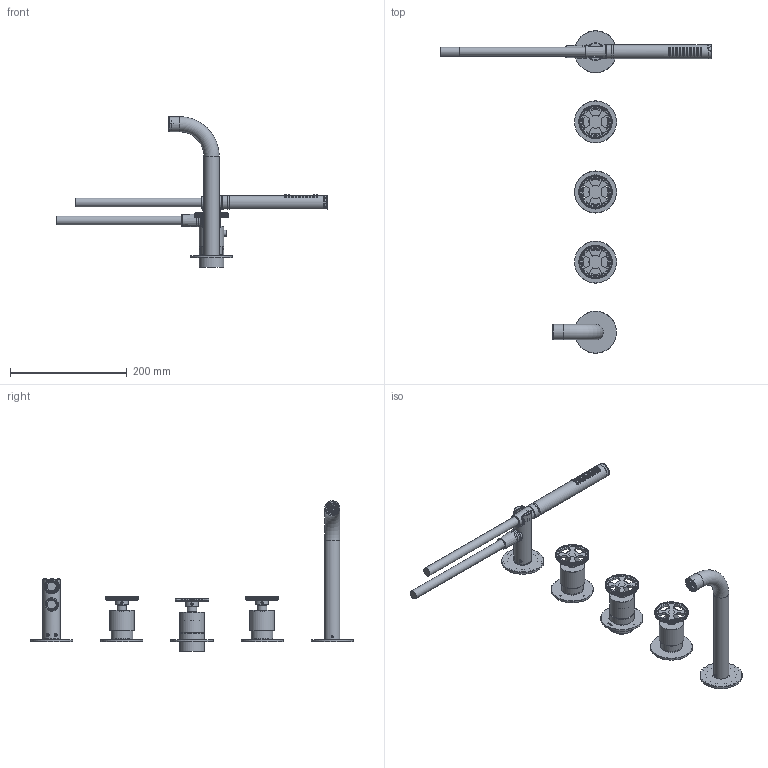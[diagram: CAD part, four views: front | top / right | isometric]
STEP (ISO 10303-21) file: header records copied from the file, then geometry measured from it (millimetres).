
FILE_DESCRIPTION(/* description */ ('Unknown'),/* implementation_level */ '2;1');
FILE_NAME(/* name */ 'CW7172-00',/* time_stamp */ '2025-03-27T12:00:01+01:00',/* author */ ('Unknown'),/* organization */ ('Unknown'),/* preprocessor_version */ 'ST-DEVELOPER v19.4',/* originating_system */ 'Solid Edge',/* authorisation */ 'Unknown');
FILE_SCHEMA (('AUTOMOTIVE_DESIGN {1 0 10303 214 3 1 1}'));
Length unit declared in the file: millimetre
Products named in the file (29): CW7172EXT-00; CB7098-01; CB7098-02; CB7098-001; CB7501-01; CB7501-04; M015-001; M354-00_oa_0; M354-001_oa_1; C101014_02100ZZ; A089014_00101ZZ; A064038_12900ZZ; M017-00; CB7501-001 rel1_oa_2; supporto_doccetta_023E.01.001_023E.01.001; Gruppo raccordo titanico_T1010671_oa_3; raccordi_uscita_T1010035_T1010035; CW7068-02; CB7001-02; CB7001-01; CW7001-001_oa_4; CW7001-01; 100.000.01.10T.70C_10; CB7068-02; CW7068-01; CB7068-07; CW008-01; CB7501-08; CW003-08
Assembly tree (39 placements, depth 4):
  CW7172EXT-00
    CB7098-01
    CB7098-02
    CB7098-001
    CB7501-01  x2
    CB7501-04  x2
    M015-001
    M354-00_oa_0
      M354-001_oa_1
        C101014_02100ZZ
        A089014_00101ZZ
        A064038_12900ZZ
    M017-00
    CB7501-001 rel1_oa_2
      supporto_doccetta_023E.01.001_023E.01.001
      Gruppo raccordo titanico_T1010671_oa_3
        raccordi_uscita_T1010035_T1010035
    CW7068-02  x3
    CB7001-02
    CB7001-01
    CW7001-001_oa_4
      CW7001-01
      100.000.01.10T.70C_10
    CB7068-02  x2
    CW7068-01  x2
    CB7068-07  x2
    CW008-01  x3
    CB7501-08
    CW003-08  x3
Bounding box: 463.6 x 552 x 258.2 mm (x, y, z)
Volume: 360888.8 mm3; surface area: 255143.8 mm2
Topology: 34 solids, 34 shells, 6574 faces, 16056 edges, 9627 vertices
Faces by surface type: bspline 2384, cylinder 1944, plane 1054, torus 985, cone 198, sphere 9
Full cylindrical faces by diameter (mm): 2.459 x1, 3 x1, 3.2 x41, 3.242 x4, 4 x3, 4.134 x2, 4.5 x4, 5 x10, 7 x1, 7.3 x5, 7.5 x1, 9 x1, 10 x2, 10.2 x1, 11.3 x3, 11.5 x3, 12 x3, 12.5 x3, 13 x1, 14 x9, 14.4 x1, 15 x5, 16 x5, 16.5 x2, 16.7 x1, 17.6 x1, 18 x1, 18.2 x1, 18.5 x1, 18.631 x4
Entity records: 124580 total; most frequent: CARTESIAN_POINT 42897, ORIENTED_EDGE 14874, DIRECTION 12350, EDGE_CURVE 7437, AXIS2_PLACEMENT_3D 5095, VERTEX_POINT 4740, FACE_BOUND 3895, EDGE_LOOP 3890
